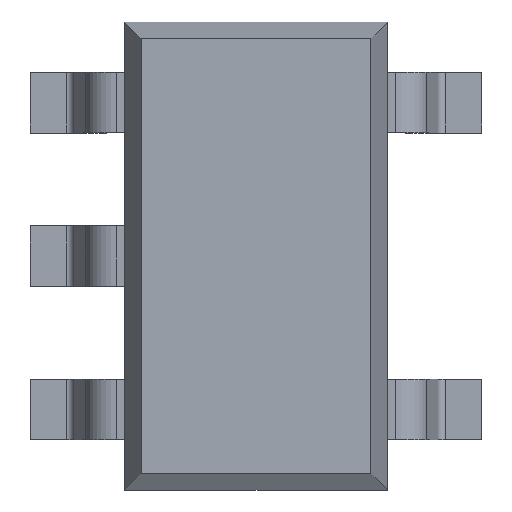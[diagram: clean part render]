
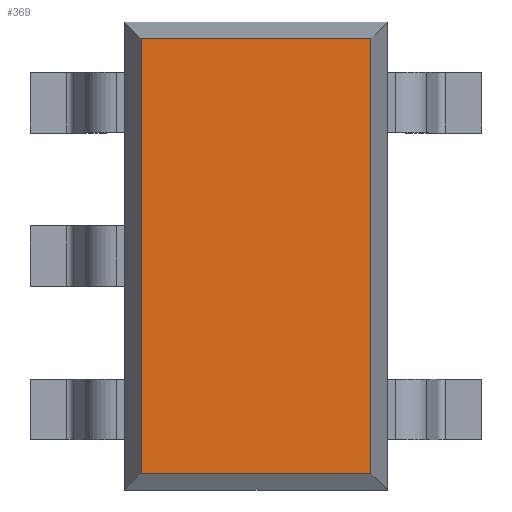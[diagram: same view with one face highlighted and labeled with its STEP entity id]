
A CAD part, top view. The second image highlights one B-rep face of the part: STEP entity #369.
In plain terms, the highlighted planar face has unit normal (0, 0, 1).
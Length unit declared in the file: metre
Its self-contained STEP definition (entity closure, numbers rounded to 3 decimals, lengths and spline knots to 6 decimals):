
#369 = ADVANCED_FACE( '', ( #1016 ), #1017, .T. );
#403 = EDGE_CURVE( '', #1073, #1074, #1075, .T. );
#545 = EDGE_CURVE( '', #1091, #1291, #1292, .T. );
#683 = EDGE_CURVE( '', #1291, #1073, #1474, .T. );
#833 = EDGE_CURVE( '', #1074, #1091, #1665, .T. );
#1016 = FACE_OUTER_BOUND( '', #1877, .T. );
#1017 = PLANE( '', #1878 );
#1073 = VERTEX_POINT( '', #1957 );
#1074 = VERTEX_POINT( '', #1958 );
#1075 = LINE( '', #1959, #1960 );
#1091 = VERTEX_POINT( '', #1980 );
#1291 = VERTEX_POINT( '', #2257 );
#1292 = LINE( '', #2258, #2259 );
#1474 = LINE( '', #2530, #2531 );
#1665 = LINE( '', #2806, #2807 );
#1877 = EDGE_LOOP( '', ( #3002, #3003, #3004, #3005 ) );
#1878 = AXIS2_PLACEMENT_3D( '', #3006, #3007, #3008 );
#1957 = CARTESIAN_POINT( '', ( 0.000699, 0.001347, 0.001 ) );
#1958 = CARTESIAN_POINT( '', ( 0.000699, -0.001353, 0.001 ) );
#1959 = CARTESIAN_POINT( '', ( 0.000699, -0.001453, 0.001 ) );
#1960 = VECTOR( '', #3065, 1. );
#1980 = CARTESIAN_POINT( '', ( -0.000726, -0.001353, 0.001 ) );
#2257 = CARTESIAN_POINT( '', ( -0.000726, 0.001347, 0.001 ) );
#2258 = CARTESIAN_POINT( '', ( -0.000726, -0.001453, 0.001 ) );
#2259 = VECTOR( '', #3333, 1. );
#2530 = CARTESIAN_POINT( '', ( -0.00042, 0.001347, 0.001 ) );
#2531 = VECTOR( '', #3584, 1. );
#2806 = CARTESIAN_POINT( '', ( -0.00042, -0.001353, 0.001 ) );
#2807 = VECTOR( '', #3897, 1. );
#3002 = ORIENTED_EDGE( '', *, *, #833, .F. );
#3003 = ORIENTED_EDGE( '', *, *, #403, .F. );
#3004 = ORIENTED_EDGE( '', *, *, #683, .F. );
#3005 = ORIENTED_EDGE( '', *, *, #545, .F. );
#3006 = CARTESIAN_POINT( '', ( -0.000826, -0.001453, 0.001 ) );
#3007 = DIRECTION( '', ( 0., 0., 1. ) );
#3008 = DIRECTION( '', ( 1., 0., 0. ) );
#3065 = DIRECTION( '', ( 0., -1., 0. ) );
#3333 = DIRECTION( '', ( 0., 1., 0. ) );
#3584 = DIRECTION( '', ( 1., 0., 0. ) );
#3897 = DIRECTION( '', ( -1., 0., 0. ) );
